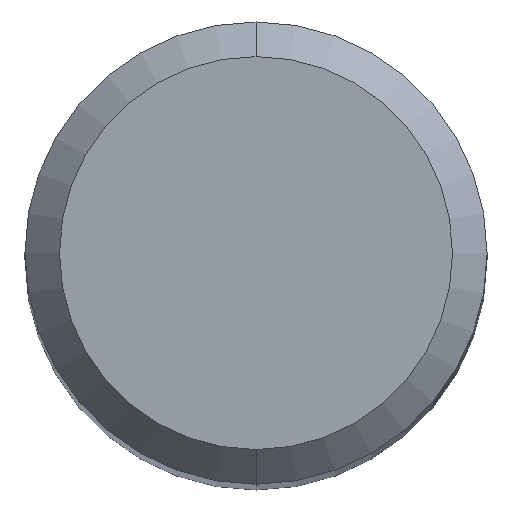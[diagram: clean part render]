
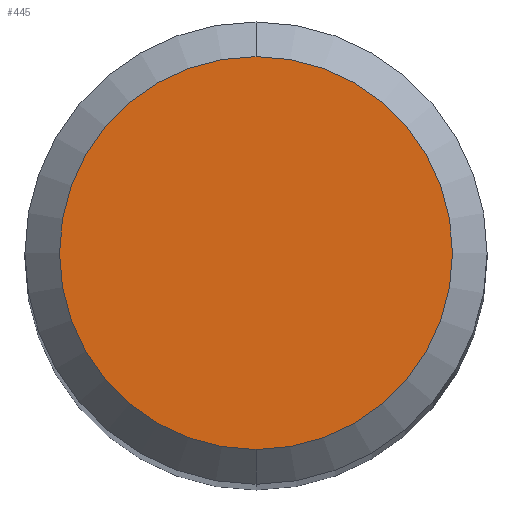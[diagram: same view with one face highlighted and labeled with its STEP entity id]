
A CAD part, top view. The second image highlights one B-rep face of the part: STEP entity #445.
In plain terms, the highlighted planar face has unit normal (0, 0, 1).
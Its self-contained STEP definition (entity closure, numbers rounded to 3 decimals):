
#435=EDGE_CURVE('',#569,#985,#1105,.T.);
#445=ADVANCED_FACE('',(#1116),#1117,.T.);
#569=VERTEX_POINT('',#1253);
#779=EDGE_CURVE('',#985,#569,#1481,.T.);
#985=VERTEX_POINT('',#1705);
#1105=CIRCLE('',#2242,1.7);
#1116=FACE_OUTER_BOUND('',#2266,.T.);
#1117=PLANE('',#2267);
#1253=CARTESIAN_POINT('',(0.0,1.7,0.0));
#1481=CIRCLE('',#3697,1.7);
#1705=CARTESIAN_POINT('',(0.,-1.7,0.0));
#2242=AXIS2_PLACEMENT_3D('',#4736,#4737,#4738);
#2266=EDGE_LOOP('',(#4759,#4760));
#2267=AXIS2_PLACEMENT_3D('',#4761,#4762,#4763);
#3697=AXIS2_PLACEMENT_3D('',#5178,#5179,#5180);
#4736=CARTESIAN_POINT('',(0.0,0.0,0.0));
#4737=DIRECTION('',(0.0,0.0,-1.0));
#4738=DIRECTION('',(0.0,1.0,0.0));
#4759=ORIENTED_EDGE('',*,*,#435,.F.);
#4760=ORIENTED_EDGE('',*,*,#779,.F.);
#4761=CARTESIAN_POINT('',(0.0,0.85,0.0));
#4762=DIRECTION('',(-0.0,0.0,1.0));
#4763=DIRECTION('',(0.0,-1.0,0.0));
#5178=CARTESIAN_POINT('',(0.0,0.0,0.0));
#5179=DIRECTION('',(0.0,0.0,-1.0));
#5180=DIRECTION('',(0.0,1.0,0.0));
